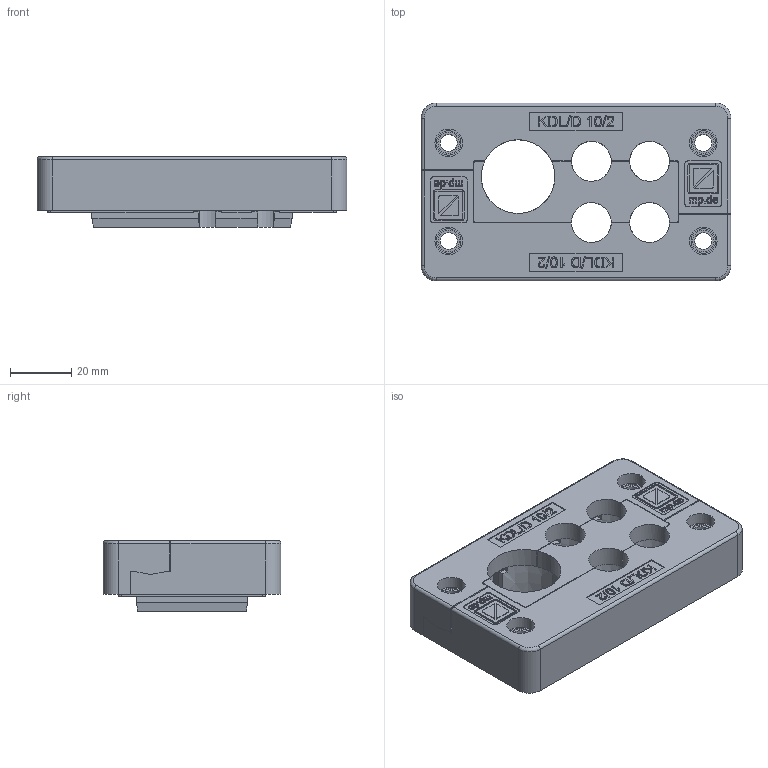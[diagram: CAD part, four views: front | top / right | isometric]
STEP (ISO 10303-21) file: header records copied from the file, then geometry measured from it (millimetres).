
FILE_DESCRIPTION (( 'STEP AP203' ), '1' );
FILE_NAME ('568332.step', '2019-11-21T17:23:04', ( '' ), ( '' ), 'SwSTEP 2.0', 'SolidWorks 2019', '' );
FILE_SCHEMA (( 'CONFIG_CONTROL_DESIGN' ));
Length unit declared in the file: inch
Products named in the file (1): 568332
Bounding box: 101 x 58 x 23 mm (x, y, z)
Volume: 77339.1 mm3; surface area: 42206.2 mm2
Topology: 4 solids, 4 shells, 1320 faces, 3532 edges, 2327 vertices
Faces by surface type: plane 748, bspline 294, cylinder 237, cone 41
Entity records: 44776 total; most frequent: CARTESIAN_POINT 13590, ORIENTED_EDGE 7064, DIRECTION 5357, EDGE_CURVE 3532, VERTEX_POINT 2327, VECTOR 2301, LINE 2301, AXIS2_PLACEMENT_3D 1528
